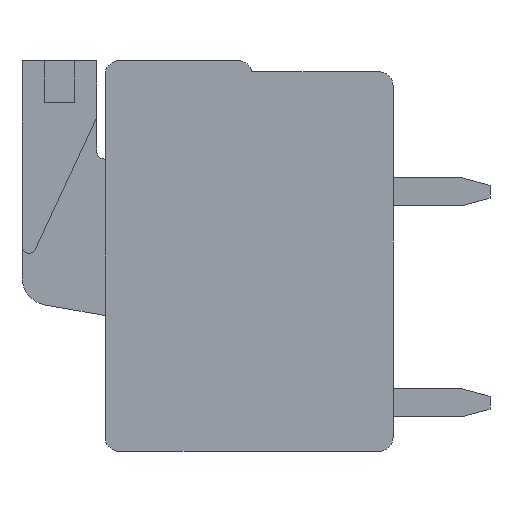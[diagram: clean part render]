
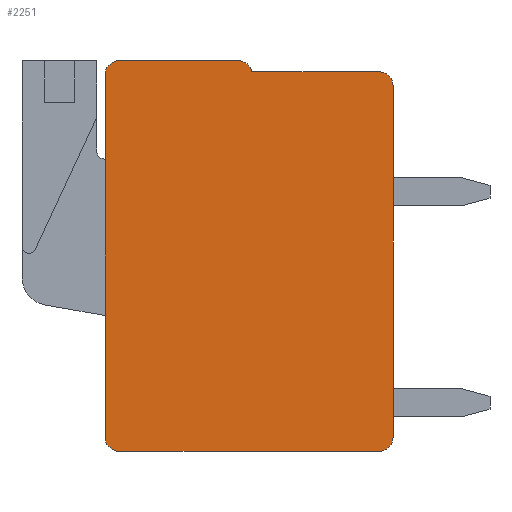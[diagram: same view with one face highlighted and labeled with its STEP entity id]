
A CAD part, left-side view. The second image highlights one B-rep face of the part: STEP entity #2251.
In plain terms, the highlighted planar face has unit normal (-1, 0, 0).
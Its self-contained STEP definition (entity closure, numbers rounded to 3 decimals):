
#36=CIRCLE('',#2418,0.5);
#38=CIRCLE('',#2421,0.5);
#40=CIRCLE('',#2424,0.5);
#42=CIRCLE('',#2427,0.5);
#44=CIRCLE('',#2430,0.5);
#181=FACE_OUTER_BOUND('',#306,.T.);
#306=EDGE_LOOP('',(#1791,#1792,#1793,#1794,#1795,#1796,#1797,#1798,#1799,
#1800));
#508=LINE('',#3484,#770);
#512=LINE('',#3493,#774);
#516=LINE('',#3502,#778);
#519=LINE('',#3510,#781);
#527=LINE('',#3527,#789);
#770=VECTOR('',#2834,1000.);
#774=VECTOR('',#2840,1000.);
#778=VECTOR('',#2846,1000.);
#781=VECTOR('',#2851,1000.);
#789=VECTOR('',#2861,1000.);
#991=VERTEX_POINT('',#3477);
#994=VERTEX_POINT('',#3482);
#995=VERTEX_POINT('',#3486);
#998=VERTEX_POINT('',#3491);
#999=VERTEX_POINT('',#3495);
#1002=VERTEX_POINT('',#3500);
#1005=VERTEX_POINT('',#3507);
#1006=VERTEX_POINT('',#3509);
#1013=VERTEX_POINT('',#3524);
#1014=VERTEX_POINT('',#3526);
#1262=EDGE_CURVE('',#994,#991,#508,.T.);
#1266=EDGE_CURVE('',#998,#995,#512,.T.);
#1270=EDGE_CURVE('',#1002,#999,#516,.T.);
#1273=EDGE_CURVE('',#1006,#1005,#519,.T.);
#1281=EDGE_CURVE('',#1014,#1013,#527,.T.);
#1288=EDGE_CURVE('',#1005,#999,#36,.T.);
#1290=EDGE_CURVE('',#1002,#995,#38,.T.);
#1292=EDGE_CURVE('',#998,#991,#40,.T.);
#1294=EDGE_CURVE('',#994,#1014,#42,.T.);
#1296=EDGE_CURVE('',#1013,#1006,#44,.T.);
#1791=ORIENTED_EDGE('',*,*,#1273,.T.);
#1792=ORIENTED_EDGE('',*,*,#1288,.T.);
#1793=ORIENTED_EDGE('',*,*,#1270,.F.);
#1794=ORIENTED_EDGE('',*,*,#1290,.T.);
#1795=ORIENTED_EDGE('',*,*,#1266,.F.);
#1796=ORIENTED_EDGE('',*,*,#1292,.T.);
#1797=ORIENTED_EDGE('',*,*,#1262,.F.);
#1798=ORIENTED_EDGE('',*,*,#1294,.T.);
#1799=ORIENTED_EDGE('',*,*,#1281,.T.);
#1800=ORIENTED_EDGE('',*,*,#1296,.T.);
#2102=PLANE('',#2431);
#2251=ADVANCED_FACE('',(#181),#2102,.F.);
#2418=AXIS2_PLACEMENT_3D('',#3539,#2871,#2872);
#2421=AXIS2_PLACEMENT_3D('',#3542,#2877,#2878);
#2424=AXIS2_PLACEMENT_3D('',#3545,#2883,#2884);
#2427=AXIS2_PLACEMENT_3D('',#3548,#2889,#2890);
#2430=AXIS2_PLACEMENT_3D('',#3551,#2895,#2896);
#2431=AXIS2_PLACEMENT_3D('',#3552,#2897,#2898);
#2834=DIRECTION('',(0.,-1.,0.));
#2840=DIRECTION('',(0.,0.,-1.));
#2846=DIRECTION('',(0.,1.,0.));
#2851=DIRECTION('',(0.,0.,-1.));
#2861=DIRECTION('',(0.,1.,0.));
#2871=DIRECTION('center_axis',(-1.,0.,0.));
#2872=DIRECTION('ref_axis',(0.,0.,-1.));
#2877=DIRECTION('center_axis',(-1.,0.,0.));
#2878=DIRECTION('ref_axis',(0.,0.,-1.));
#2883=DIRECTION('center_axis',(-1.,0.,0.));
#2884=DIRECTION('ref_axis',(0.,0.,-1.));
#2889=DIRECTION('center_axis',(-1.,0.,0.));
#2890=DIRECTION('ref_axis',(0.,0.,-1.));
#2895=DIRECTION('center_axis',(-1.,0.,0.));
#2896=DIRECTION('ref_axis',(0.,0.,-1.));
#2897=DIRECTION('center_axis',(1.,0.,0.));
#2898=DIRECTION('ref_axis',(0.,0.,-1.));
#3477=CARTESIAN_POINT('',(0.,0.5,-0.4));
#3482=CARTESIAN_POINT('',(0.,5.1,-0.4));
#3484=CARTESIAN_POINT('',(0.,0.,-0.4));
#3486=CARTESIAN_POINT('',(0.,0.,-13.6));
#3491=CARTESIAN_POINT('',(0.,0.,-0.9));
#3493=CARTESIAN_POINT('',(0.,0.,0.));
#3495=CARTESIAN_POINT('',(0.,9.9,-14.1));
#3500=CARTESIAN_POINT('',(0.,0.5,-14.1));
#3502=CARTESIAN_POINT('',(0.,0.,-14.1));
#3507=CARTESIAN_POINT('',(0.,10.4,-13.6));
#3509=CARTESIAN_POINT('',(0.,10.4,-0.5));
#3510=CARTESIAN_POINT('',(0.,10.4,0.));
#3524=CARTESIAN_POINT('',(0.,9.9,0.));
#3526=CARTESIAN_POINT('',(0.,5.59,0.));
#3527=CARTESIAN_POINT('',(0.,0.,0.));
#3539=CARTESIAN_POINT('Origin',(0.,9.9,-13.6));
#3542=CARTESIAN_POINT('Origin',(0.,0.5,-13.6));
#3545=CARTESIAN_POINT('Origin',(0.,0.5,-0.9));
#3548=CARTESIAN_POINT('Origin',(0.,5.59,-0.5));
#3551=CARTESIAN_POINT('Origin',(0.,9.9,-0.5));
#3552=CARTESIAN_POINT('Origin',(0.,0.,0.));
